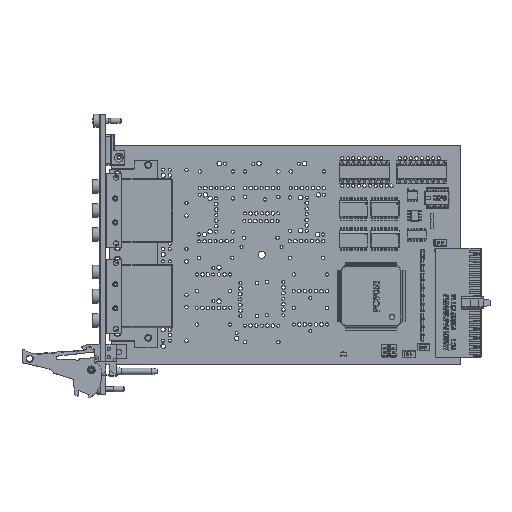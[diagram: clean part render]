
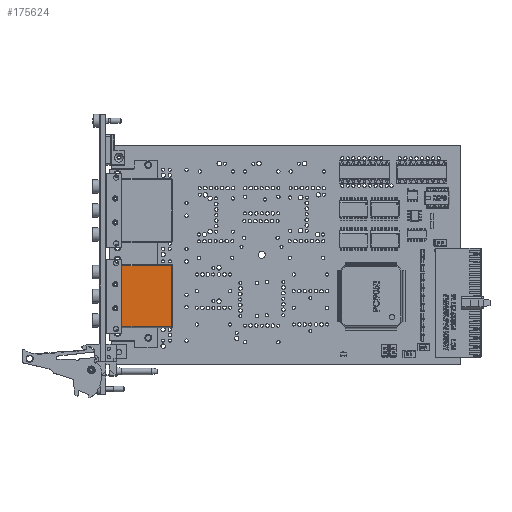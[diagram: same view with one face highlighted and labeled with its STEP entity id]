
A CAD part, top view. The second image highlights one B-rep face of the part: STEP entity #175624.
In plain terms, the highlighted planar face has unit normal (0, 0, 1).
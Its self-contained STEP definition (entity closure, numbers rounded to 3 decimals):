
#11952 = AXIS2_PLACEMENT_3D ( 'NONE', #85503, #85504, #85506 ) ;
#26408 = CARTESIAN_POINT ( 'NONE',  ( -38.205, 54.628, 116.848 ) ) ;
#26417 = DIRECTION ( 'NONE',  ( 0., 1., 0. ) ) ;
#26790 = CARTESIAN_POINT ( 'NONE',  ( -60.805, 25.628, 116.848 ) ) ;
#26791 = DIRECTION ( 'NONE',  ( 0., -1., 0. ) ) ;
#83634 = CARTESIAN_POINT ( 'NONE',  ( -37.705, 26.128, 116.848 ) ) ;
#83645 = DIRECTION ( 'NONE',  ( 1., 0., 0. ) ) ;
#84600 = CARTESIAN_POINT ( 'NONE',  ( -60.805, 54.128, 116.848 ) ) ;
#84650 = CARTESIAN_POINT ( 'NONE',  ( -38.205, 54.128, 116.848 ) ) ;
#84652 = CARTESIAN_POINT ( 'NONE',  ( -60.805, 26.128, 116.848 ) ) ;
#85495 = PLANE ( 'NONE',  #11952 ) ;
#85503 = CARTESIAN_POINT ( 'NONE',  ( -37.705, 25.628, 116.848 ) ) ;
#85504 = DIRECTION ( 'NONE',  ( 0., 0., 1. ) ) ;
#85506 = DIRECTION ( 'NONE',  ( 0., -1., 0. ) ) ;
#85827 = FACE_OUTER_BOUND ( 'NONE', #88388, .T. ) ;
#87979 = LINE ( 'NONE', #145122, #88015 ) ;
#88015 = VECTOR ( 'NONE', #145138, 1000. ) ;
#88388 = EDGE_LOOP ( 'NONE', ( #98895, #98314, #98729, #98666 ) ) ;
#93638 = CARTESIAN_POINT ( 'NONE',  ( -38.205, 26.128, 116.848 ) ) ;
#98314 = ORIENTED_EDGE ( 'NONE', *, *, #120780, .T. ) ;
#98666 = ORIENTED_EDGE ( 'NONE', *, *, #124157, .T. ) ;
#98729 = ORIENTED_EDGE ( 'NONE', *, *, #121439, .T. ) ;
#98895 = ORIENTED_EDGE ( 'NONE', *, *, #121288, .T. ) ;
#117728 = LINE ( 'NONE', #83634, #117729 ) ;
#117729 = VECTOR ( 'NONE', #83645, 1000. ) ;
#120780 = EDGE_CURVE ( 'NONE', #132391, #132251, #87979, .T. ) ;
#121288 = EDGE_CURVE ( 'NONE', #132940, #132391, #192669, .T. ) ;
#121439 = EDGE_CURVE ( 'NONE', #132251, #132397, #193173, .T. ) ;
#124157 = EDGE_CURVE ( 'NONE', #132397, #132940, #117728, .T. ) ;
#132251 = VERTEX_POINT ( 'NONE', #84600 ) ;
#132391 = VERTEX_POINT ( 'NONE', #84650 ) ;
#132397 = VERTEX_POINT ( 'NONE', #84652 ) ;
#132940 = VERTEX_POINT ( 'NONE', #93638 ) ;
#145122 = CARTESIAN_POINT ( 'NONE',  ( -60.805, 54.128, 116.848 ) ) ;
#145138 = DIRECTION ( 'NONE',  ( -1., 0., 0. ) ) ;
#175624 = ADVANCED_FACE ( 'NONE', ( #85827 ), #85495, .T. ) ;
#192669 = LINE ( 'NONE', #26408, #192673 ) ;
#192673 = VECTOR ( 'NONE', #26417, 1000. ) ;
#193173 = LINE ( 'NONE', #26790, #193180 ) ;
#193180 = VECTOR ( 'NONE', #26791, 1000. ) ;
